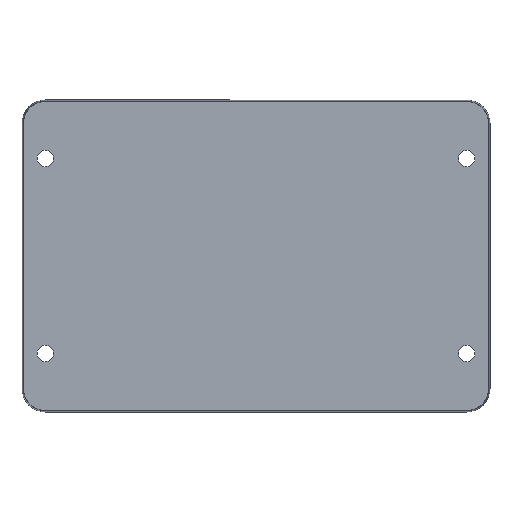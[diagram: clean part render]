
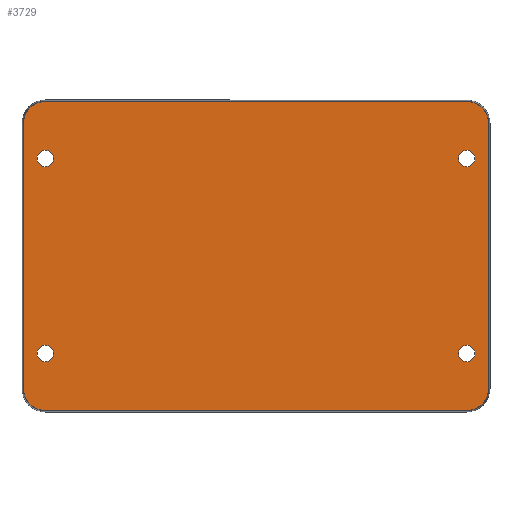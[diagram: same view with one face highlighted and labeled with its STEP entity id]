
A CAD part, front view. The second image highlights one B-rep face of the part: STEP entity #3729.
In plain terms, the highlighted planar face has unit normal (0, -1, 0).
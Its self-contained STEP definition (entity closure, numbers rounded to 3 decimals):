
#429 = VECTOR ( 'NONE', #495, 1000. ) ;
#430 = CARTESIAN_POINT ( 'NONE',  ( 54., -40., -39.651 ) ) ;
#431 = LINE ( 'NONE', #430, #429 ) ;
#470 = DIRECTION ( 'NONE',  ( 0., 0., 1. ) ) ;
#471 = DIRECTION ( 'NONE',  ( 0., 1., 0. ) ) ;
#472 = CARTESIAN_POINT ( 'NONE',  ( -54., -40., 34. ) ) ;
#473 = AXIS2_PLACEMENT_3D ( 'NONE', #472, #471, #470 ) ;
#474 = CIRCLE ( 'NONE', #473, 5.651 ) ;
#479 = CARTESIAN_POINT ( 'NONE',  ( -59.651, -40., 34. ) ) ;
#485 = DIRECTION ( 'NONE',  ( 0., 0., 1. ) ) ;
#486 = DIRECTION ( 'NONE',  ( 0., 1., 0. ) ) ;
#487 = CARTESIAN_POINT ( 'NONE',  ( 54., -40., -25. ) ) ;
#488 = AXIS2_PLACEMENT_3D ( 'NONE', #487, #486, #485 ) ;
#489 = CIRCLE ( 'NONE', #488, 2.1 ) ;
#490 = DIRECTION ( 'NONE',  ( 0., 0., 1. ) ) ;
#491 = DIRECTION ( 'NONE',  ( 0., 1., 0. ) ) ;
#492 = CARTESIAN_POINT ( 'NONE',  ( -54., -40., 25. ) ) ;
#493 = AXIS2_PLACEMENT_3D ( 'NONE', #492, #491, #490 ) ;
#494 = CIRCLE ( 'NONE', #493, 2.1 ) ;
#495 = DIRECTION ( 'NONE',  ( -1., 0., 0. ) ) ;
#508 = DIRECTION ( 'NONE',  ( 1., 0., 0. ) ) ;
#509 = VECTOR ( 'NONE', #508, 1000. ) ;
#510 = CARTESIAN_POINT ( 'NONE',  ( 54., -40., 39.651 ) ) ;
#511 = LINE ( 'NONE', #510, #509 ) ;
#519 = CARTESIAN_POINT ( 'NONE',  ( 59.651, -40., -34. ) ) ;
#529 = CARTESIAN_POINT ( 'NONE',  ( 59.651, -40., 34. ) ) ;
#558 = CARTESIAN_POINT ( 'NONE',  ( -54., -40., 39.651 ) ) ;
#576 = DIRECTION ( 'NONE',  ( 0., 0., 1. ) ) ;
#577 = DIRECTION ( 'NONE',  ( 0., 1., 0. ) ) ;
#578 = CARTESIAN_POINT ( 'NONE',  ( 54., -40., 34. ) ) ;
#579 = AXIS2_PLACEMENT_3D ( 'NONE', #578, #577, #576 ) ;
#580 = CIRCLE ( 'NONE', #579, 5.651 ) ;
#582 = CARTESIAN_POINT ( 'NONE',  ( 54., -40., 39.651 ) ) ;
#587 = CARTESIAN_POINT ( 'NONE',  ( 54., -40., -39.651 ) ) ;
#588 = DIRECTION ( 'NONE',  ( 0., 0., 1. ) ) ;
#589 = DIRECTION ( 'NONE',  ( 0., 1., 0. ) ) ;
#590 = CARTESIAN_POINT ( 'NONE',  ( 54., -40., -34. ) ) ;
#591 = AXIS2_PLACEMENT_3D ( 'NONE', #590, #589, #588 ) ;
#592 = CIRCLE ( 'NONE', #591, 5.651 ) ;
#617 = DIRECTION ( 'NONE',  ( 0., 0., 1. ) ) ;
#618 = VECTOR ( 'NONE', #617, 1000. ) ;
#619 = CARTESIAN_POINT ( 'NONE',  ( -59.651, -40., -34. ) ) ;
#620 = LINE ( 'NONE', #619, #618 ) ;
#621 = CARTESIAN_POINT ( 'NONE',  ( -59.651, -40., -34. ) ) ;
#657 = AXIS2_PLACEMENT_3D ( 'NONE', #722, #721, #720 ) ;
#658 = PLANE ( 'NONE',  #657 ) ;
#659 = FACE_OUTER_BOUND ( 'NONE', #3790, .T. ) ;
#660 = FACE_BOUND ( 'NONE', #3731, .T. ) ;
#661 = FACE_BOUND ( 'NONE', #3583, .T. ) ;
#662 = FACE_BOUND ( 'NONE', #3594, .T. ) ;
#663 = FACE_BOUND ( 'NONE', #3585, .T. ) ;
#715 = DIRECTION ( 'NONE',  ( 0., 0., 1. ) ) ;
#716 = DIRECTION ( 'NONE',  ( 0., 1., 0. ) ) ;
#717 = CARTESIAN_POINT ( 'NONE',  ( 54., -40., 25. ) ) ;
#718 = AXIS2_PLACEMENT_3D ( 'NONE', #717, #716, #715 ) ;
#719 = CIRCLE ( 'NONE', #718, 2.1 ) ;
#720 = DIRECTION ( 'NONE',  ( 0., 0., 1. ) ) ;
#721 = DIRECTION ( 'NONE',  ( 0., 1., 0. ) ) ;
#722 = CARTESIAN_POINT ( 'NONE',  ( 54., -40., -34. ) ) ;
#861 = DIRECTION ( 'NONE',  ( 0., 0., -1. ) ) ;
#862 = VECTOR ( 'NONE', #861, 1000. ) ;
#863 = CARTESIAN_POINT ( 'NONE',  ( 59.651, -40., -34. ) ) ;
#864 = LINE ( 'NONE', #863, #862 ) ;
#865 = DIRECTION ( 'NONE',  ( 0., 0., 1. ) ) ;
#866 = DIRECTION ( 'NONE',  ( 0., 1., 0. ) ) ;
#867 = CARTESIAN_POINT ( 'NONE',  ( -54., -40., -34. ) ) ;
#868 = AXIS2_PLACEMENT_3D ( 'NONE', #867, #866, #865 ) ;
#869 = CIRCLE ( 'NONE', #868, 5.651 ) ;
#870 = CARTESIAN_POINT ( 'NONE',  ( -54., -40., -39.651 ) ) ;
#2424 = CIRCLE ( 'NONE', #2426, 2.1 ) ;
#2425 = CARTESIAN_POINT ( 'NONE',  ( -54., -40., -25. ) ) ;
#2426 = AXIS2_PLACEMENT_3D ( 'NONE', #2425, #2428, #2427 ) ;
#2427 = DIRECTION ( 'NONE',  ( 0., 0., 1. ) ) ;
#2428 = DIRECTION ( 'NONE',  ( 0., 1., 0. ) ) ;
#2698 = VERTEX_POINT ( 'NONE', #4894 ) ;
#2710 = VERTEX_POINT ( 'NONE', #4911 ) ;
#2711 = VERTEX_POINT ( 'NONE', #4908 ) ;
#2794 = EDGE_CURVE ( 'NONE', #2795, #2796, #4964, .T. ) ;
#2795 = VERTEX_POINT ( 'NONE', #5075 ) ;
#2796 = VERTEX_POINT ( 'NONE', #5074 ) ;
#2942 = EDGE_CURVE ( 'NONE', #2943, #2944, #5302, .T. ) ;
#2943 = VERTEX_POINT ( 'NONE', #5297 ) ;
#2944 = VERTEX_POINT ( 'NONE', #5296 ) ;
#2956 = EDGE_CURVE ( 'NONE', #2957, #2698, #5285, .T. ) ;
#2957 = VERTEX_POINT ( 'NONE', #5280 ) ;
#2969 = EDGE_CURVE ( 'NONE', #2710, #2711, #5392, .T. ) ;
#3560 = ORIENTED_EDGE ( 'NONE', *, *, #3836, .F. ) ;
#3561 = ORIENTED_EDGE ( 'NONE', *, *, #3654, .F. ) ;
#3562 = ORIENTED_EDGE ( 'NONE', *, *, #2956, .T. ) ;
#3563 = ORIENTED_EDGE ( 'NONE', *, *, #2969, .T. ) ;
#3564 = ORIENTED_EDGE ( 'NONE', *, *, #3648, .F. ) ;
#3576 = ORIENTED_EDGE ( 'NONE', *, *, #3587, .F. ) ;
#3582 = ORIENTED_EDGE ( 'NONE', *, *, #2942, .T. ) ;
#3583 = EDGE_LOOP ( 'NONE', ( #3584, #3562 ) ) ;
#3584 = ORIENTED_EDGE ( 'NONE', *, *, #3730, .T. ) ;
#3585 = EDGE_LOOP ( 'NONE', ( #3592, #3563 ) ) ;
#3587 = EDGE_CURVE ( 'NONE', #3649, #3832, #431, .T. ) ;
#3588 = ORIENTED_EDGE ( 'NONE', *, *, #3623, .F. ) ;
#3589 = ORIENTED_EDGE ( 'NONE', *, *, #3607, .F. ) ;
#3590 = ORIENTED_EDGE ( 'NONE', *, *, #3670, .F. ) ;
#3591 = ORIENTED_EDGE ( 'NONE', *, *, #3834, .F. ) ;
#3592 = ORIENTED_EDGE ( 'NONE', *, *, #3593, .T. ) ;
#3593 = EDGE_CURVE ( 'NONE', #2711, #2710, #494, .T. ) ;
#3594 = EDGE_LOOP ( 'NONE', ( #3599, #3582 ) ) ;
#3599 = ORIENTED_EDGE ( 'NONE', *, *, #3600, .T. ) ;
#3600 = EDGE_CURVE ( 'NONE', #2944, #2943, #489, .T. ) ;
#3604 = VERTEX_POINT ( 'NONE', #479 ) ;
#3607 = EDGE_CURVE ( 'NONE', #3604, #3633, #474, .T. ) ;
#3619 = VERTEX_POINT ( 'NONE', #519 ) ;
#3623 = EDGE_CURVE ( 'NONE', #3633, #3652, #511, .T. ) ;
#3633 = VERTEX_POINT ( 'NONE', #558 ) ;
#3646 = VERTEX_POINT ( 'NONE', #529 ) ;
#3648 = EDGE_CURVE ( 'NONE', #3619, #3649, #592, .T. ) ;
#3649 = VERTEX_POINT ( 'NONE', #587 ) ;
#3652 = VERTEX_POINT ( 'NONE', #582 ) ;
#3654 = EDGE_CURVE ( 'NONE', #3652, #3646, #580, .T. ) ;
#3668 = VERTEX_POINT ( 'NONE', #621 ) ;
#3670 = EDGE_CURVE ( 'NONE', #3668, #3604, #620, .T. ) ;
#3729 = ADVANCED_FACE ( 'NONE', ( #663, #662, #661, #660, #659 ), #658, .F. ) ;
#3730 = EDGE_CURVE ( 'NONE', #2698, #2957, #719, .T. ) ;
#3731 = EDGE_LOOP ( 'NONE', ( #3737, #3789 ) ) ;
#3737 = ORIENTED_EDGE ( 'NONE', *, *, #3788, .T. ) ;
#3788 = EDGE_CURVE ( 'NONE', #2796, #2795, #2424, .T. ) ;
#3789 = ORIENTED_EDGE ( 'NONE', *, *, #2794, .T. ) ;
#3790 = EDGE_LOOP ( 'NONE', ( #3564, #3560, #3561, #3588, #3589, #3590, #3591, #3576 ) ) ;
#3832 = VERTEX_POINT ( 'NONE', #870 ) ;
#3834 = EDGE_CURVE ( 'NONE', #3832, #3668, #869, .T. ) ;
#3836 = EDGE_CURVE ( 'NONE', #3646, #3619, #864, .T. ) ;
#4894 = CARTESIAN_POINT ( 'NONE',  ( 54., -40., 27.1 ) ) ;
#4908 = CARTESIAN_POINT ( 'NONE',  ( -54., -40., 27.1 ) ) ;
#4911 = CARTESIAN_POINT ( 'NONE',  ( -54., -40., 22.9 ) ) ;
#4943 = DIRECTION ( 'NONE',  ( 0., 0., 1. ) ) ;
#4944 = DIRECTION ( 'NONE',  ( 0., 1., 0. ) ) ;
#4945 = CARTESIAN_POINT ( 'NONE',  ( -54., -40., -25. ) ) ;
#4946 = AXIS2_PLACEMENT_3D ( 'NONE', #4945, #4944, #4943 ) ;
#4964 = CIRCLE ( 'NONE', #4946, 2.1 ) ;
#5074 = CARTESIAN_POINT ( 'NONE',  ( -54., -40., -22.9 ) ) ;
#5075 = CARTESIAN_POINT ( 'NONE',  ( -54., -40., -27.1 ) ) ;
#5280 = CARTESIAN_POINT ( 'NONE',  ( 54., -40., 22.9 ) ) ;
#5281 = DIRECTION ( 'NONE',  ( 0., 0., 1. ) ) ;
#5282 = DIRECTION ( 'NONE',  ( 0., 1., 0. ) ) ;
#5283 = CARTESIAN_POINT ( 'NONE',  ( 54., -40., 25. ) ) ;
#5284 = AXIS2_PLACEMENT_3D ( 'NONE', #5283, #5282, #5281 ) ;
#5285 = CIRCLE ( 'NONE', #5284, 2.1 ) ;
#5296 = CARTESIAN_POINT ( 'NONE',  ( 54., -40., -22.9 ) ) ;
#5297 = CARTESIAN_POINT ( 'NONE',  ( 54., -40., -27.1 ) ) ;
#5298 = DIRECTION ( 'NONE',  ( 0., 0., 1. ) ) ;
#5299 = DIRECTION ( 'NONE',  ( 0., 1., 0. ) ) ;
#5300 = CARTESIAN_POINT ( 'NONE',  ( 54., -40., -25. ) ) ;
#5301 = AXIS2_PLACEMENT_3D ( 'NONE', #5300, #5299, #5298 ) ;
#5302 = CIRCLE ( 'NONE', #5301, 2.1 ) ;
#5352 = DIRECTION ( 'NONE',  ( 0., 0., 1. ) ) ;
#5356 = AXIS2_PLACEMENT_3D ( 'NONE', #5358, #5400, #5352 ) ;
#5358 = CARTESIAN_POINT ( 'NONE',  ( -54., -40., 25. ) ) ;
#5392 = CIRCLE ( 'NONE', #5356, 2.1 ) ;
#5400 = DIRECTION ( 'NONE',  ( 0., 1., 0. ) ) ;
